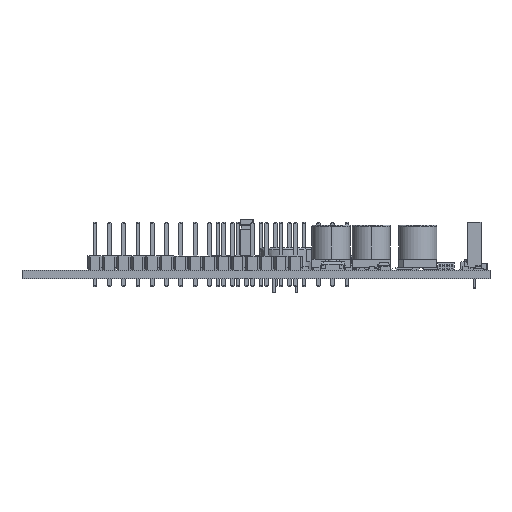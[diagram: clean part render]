
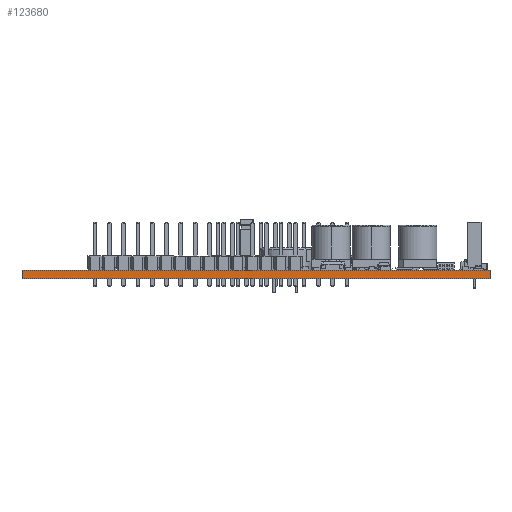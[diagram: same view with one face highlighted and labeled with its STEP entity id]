
A CAD part, left-side view. The second image highlights one B-rep face of the part: STEP entity #123680.
In plain terms, the highlighted planar face has unit normal (-1, 0, 0).
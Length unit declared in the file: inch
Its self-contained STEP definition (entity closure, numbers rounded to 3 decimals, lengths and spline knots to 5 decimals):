
#1 = VERTEX_POINT ( 'NONE', #197282 ) ;
#3848 = LINE ( 'NONE', #66791, #182173 ) ;
#17173 = ORIENTED_EDGE ( 'NONE', *, *, #150486, .F. ) ;
#17632 = CARTESIAN_POINT ( 'NONE',  ( 0., 0., 0.062 ) ) ;
#20037 = DIRECTION ( 'NONE',  ( 0., 0., -1. ) ) ;
#32757 = CARTESIAN_POINT ( 'NONE',  ( 0., 0., 0. ) ) ;
#34471 = AXIS2_PLACEMENT_3D ( 'NONE', #17632, #128328, #129348 ) ;
#39378 = VECTOR ( 'NONE', #169317, 39.37008 ) ;
#39586 = LINE ( 'NONE', #83127, #131727 ) ;
#41555 = ORIENTED_EDGE ( 'NONE', *, *, #185336, .T. ) ;
#43038 = CARTESIAN_POINT ( 'NONE',  ( 0., 0., 0.062 ) ) ;
#44570 = FACE_OUTER_BOUND ( 'NONE', #186748, .T. ) ;
#46416 = ORIENTED_EDGE ( 'NONE', *, *, #94002, .T. ) ;
#50373 = DIRECTION ( 'NONE',  ( 0., -1., 0. ) ) ;
#51320 = DIRECTION ( 'NONE',  ( 0., -1., 0. ) ) ;
#57310 = VECTOR ( 'NONE', #50373, 39.37008 ) ;
#58580 = LINE ( 'NONE', #43038, #39378 ) ;
#66791 = CARTESIAN_POINT ( 'NONE',  ( 0., 0., 0.062 ) ) ;
#67535 = EDGE_CURVE ( 'NONE', #1, #162725, #3848, .T. ) ;
#80194 = ORIENTED_EDGE ( 'NONE', *, *, #67535, .F. ) ;
#82414 = VERTEX_POINT ( 'NONE', #119109 ) ;
#83127 = CARTESIAN_POINT ( 'NONE',  ( 0., 3.27, 0.062 ) ) ;
#89308 = CARTESIAN_POINT ( 'NONE',  ( 0., 0., 0. ) ) ;
#94002 = EDGE_CURVE ( 'NONE', #82414, #127655, #176654, .T. ) ;
#119109 = CARTESIAN_POINT ( 'NONE',  ( 0., 3.27, 0. ) ) ;
#123680 = ADVANCED_FACE ( 'NONE', ( #44570 ), #187446, .F. ) ;
#127655 = VERTEX_POINT ( 'NONE', #89308 ) ;
#128328 = DIRECTION ( 'NONE',  ( 1., 0., 0. ) ) ;
#129348 = DIRECTION ( 'NONE',  ( 0., 0., -1. ) ) ;
#131727 = VECTOR ( 'NONE', #20037, 39.37008 ) ;
#150486 = EDGE_CURVE ( 'NONE', #162725, #127655, #58580, .T. ) ;
#162725 = VERTEX_POINT ( 'NONE', #181211 ) ;
#169317 = DIRECTION ( 'NONE',  ( 0., 0., -1. ) ) ;
#176654 = LINE ( 'NONE', #32757, #57310 ) ;
#181211 = CARTESIAN_POINT ( 'NONE',  ( 0., 0., 0.062 ) ) ;
#182173 = VECTOR ( 'NONE', #51320, 39.37008 ) ;
#185336 = EDGE_CURVE ( 'NONE', #1, #82414, #39586, .T. ) ;
#186748 = EDGE_LOOP ( 'NONE', ( #46416, #17173, #80194, #41555 ) ) ;
#187446 = PLANE ( 'NONE',  #34471 ) ;
#197282 = CARTESIAN_POINT ( 'NONE',  ( 0., 3.27, 0.062 ) ) ;
